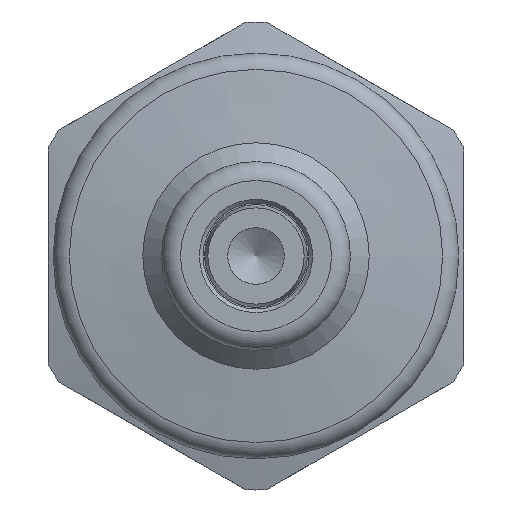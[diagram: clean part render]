
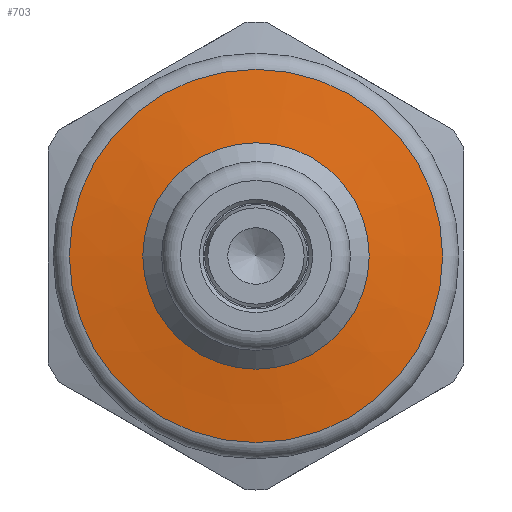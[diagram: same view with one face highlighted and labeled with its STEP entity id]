
A CAD part, left-side view. The second image highlights one B-rep face of the part: STEP entity #703.
In plain terms, the highlighted conical face has half-angle 82 degrees and reference radius 8.375 mm.
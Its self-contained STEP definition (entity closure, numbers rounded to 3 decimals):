
#58=LINE('',#1169,#89);
#89=VECTOR('',#961,8.375);
#112=CONICAL_SURFACE('',#798,8.375,1.431);
#182=FACE_OUTER_BOUND('',#227,.T.);
#227=EDGE_LOOP('',(#548,#549,#550,#551,#552));
#263=CIRCLE('',#769,6.);
#284=CIRCLE('',#799,9.889);
#285=CIRCLE('',#800,9.889);
#320=VERTEX_POINT('',#1112);
#338=VERTEX_POINT('',#1166);
#339=VERTEX_POINT('',#1167);
#389=EDGE_CURVE('',#320,#320,#263,.T.);
#416=EDGE_CURVE('',#338,#339,#284,.T.);
#417=EDGE_CURVE('',#338,#320,#58,.T.);
#418=EDGE_CURVE('',#339,#338,#285,.T.);
#548=ORIENTED_EDGE('',*,*,#416,.F.);
#549=ORIENTED_EDGE('',*,*,#417,.T.);
#550=ORIENTED_EDGE('',*,*,#389,.T.);
#551=ORIENTED_EDGE('',*,*,#417,.F.);
#552=ORIENTED_EDGE('',*,*,#418,.F.);
#703=ADVANCED_FACE('',(#182),#112,.T.);
#769=AXIS2_PLACEMENT_3D('',#1113,#893,#894);
#798=AXIS2_PLACEMENT_3D('',#1165,#957,#958);
#799=AXIS2_PLACEMENT_3D('',#1168,#959,#960);
#800=AXIS2_PLACEMENT_3D('',#1170,#962,#963);
#893=DIRECTION('center_axis',(1.,0.,0.));
#894=DIRECTION('ref_axis',(0.,1.,0.));
#957=DIRECTION('center_axis',(1.,0.,0.));
#958=DIRECTION('ref_axis',(0.,1.,0.));
#959=DIRECTION('center_axis',(1.,0.,0.));
#960=DIRECTION('ref_axis',(0.,-1.,0.));
#961=DIRECTION('',(-0.139,0.99,0.));
#962=DIRECTION('center_axis',(1.,0.,0.));
#963=DIRECTION('ref_axis',(0.,-1.,0.));
#1112=CARTESIAN_POINT('',(20.,-6.,0.));
#1113=CARTESIAN_POINT('Origin',(20.,0.,0.));
#1165=CARTESIAN_POINT('Origin',(20.334,0.,0.));
#1166=CARTESIAN_POINT('',(20.547,-9.889,0.));
#1167=CARTESIAN_POINT('',(20.547,0.,9.889));
#1168=CARTESIAN_POINT('Origin',(20.547,0.,0.));
#1169=CARTESIAN_POINT('',(20.334,-8.375,0.));
#1170=CARTESIAN_POINT('Origin',(20.547,0.,0.));
